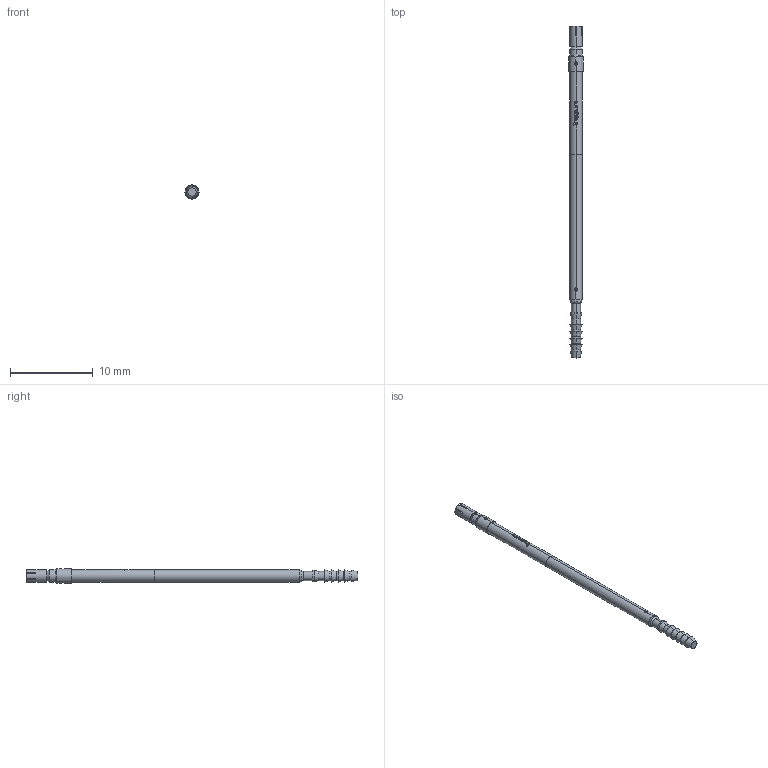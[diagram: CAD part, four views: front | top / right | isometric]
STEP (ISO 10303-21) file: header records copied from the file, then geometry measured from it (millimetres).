
FILE_DESCRIPTION (( 'STEP AP203' ), '1' );
FILE_NAME ('INGUN_PKS-171_319_150_A_xx02_A.STEP', '2022-03-08T13:02:46', ( 'ochi' ), ( '' ), 'SwSTEP 2.0', 'SolidWorks 2018', '' );
FILE_SCHEMA (( 'CONFIG_CONTROL_DESIGN' ));
Length unit declared in the file: millimetre
Products named in the file (1): INGUN_PKS-171_319_150_A_xx02_A
Bounding box: 1.7 x 40 x 1.7 mm (x, y, z)
Volume: 65.3 mm3; surface area: 196.6 mm2
Topology: 1 solids, 1 shells, 185 faces, 485 edges, 314 vertices
Faces by surface type: plane 67, cylinder 48, bspline 46, cone 24
Entity records: 6932 total; most frequent: CARTESIAN_POINT 2615, ORIENTED_EDGE 970, DIRECTION 765, EDGE_CURVE 485, VERTEX_POINT 314, AXIS2_PLACEMENT_3D 304, EDGE_LOOP 197, ADVANCED_FACE 185
